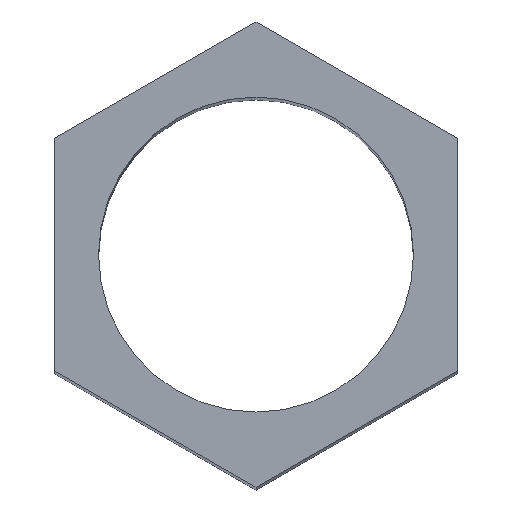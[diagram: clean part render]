
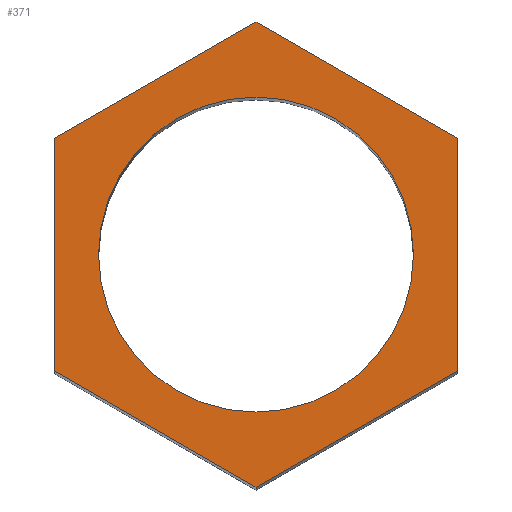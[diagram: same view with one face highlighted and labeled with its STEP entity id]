
A CAD part, top view. The second image highlights one B-rep face of the part: STEP entity #371.
In plain terms, the highlighted planar face has unit normal (0, 0, 1).
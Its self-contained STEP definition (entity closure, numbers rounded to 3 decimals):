
#12 = EDGE_LOOP ( 'NONE', ( #86, #185 ) ) ;
#13 = LINE ( 'NONE', #108, #31 ) ;
#14 = VECTOR ( 'NONE', #83, 1000. ) ;
#18 = LINE ( 'NONE', #198, #24 ) ;
#20 = DIRECTION ( 'NONE',  ( 1., 0., 0. ) ) ;
#21 = VERTEX_POINT ( 'NONE', #331 ) ;
#22 = CARTESIAN_POINT ( 'NONE',  ( 2.75, -1.588, 22. ) ) ;
#24 = VECTOR ( 'NONE', #304, 1000. ) ;
#31 = VECTOR ( 'NONE', #226, 1000. ) ;
#34 = ORIENTED_EDGE ( 'NONE', *, *, #143, .T. ) ;
#52 = ORIENTED_EDGE ( 'NONE', *, *, #103, .T. ) ;
#60 = DIRECTION ( 'NONE',  ( 1., 0., 0. ) ) ;
#65 = ORIENTED_EDGE ( 'NONE', *, *, #91, .T. ) ;
#72 = DIRECTION ( 'NONE',  ( 0., -1., 0. ) ) ;
#73 = CARTESIAN_POINT ( 'NONE',  ( 0., 3.175, 22. ) ) ;
#79 = LINE ( 'NONE', #223, #287 ) ;
#80 = CARTESIAN_POINT ( 'NONE',  ( 2.75, -1.588, 22. ) ) ;
#83 = DIRECTION ( 'NONE',  ( 0., 1., 0. ) ) ;
#86 = ORIENTED_EDGE ( 'NONE', *, *, #146, .F. ) ;
#87 = AXIS2_PLACEMENT_3D ( 'NONE', #102, #138, #256 ) ;
#91 = EDGE_CURVE ( 'NONE', #367, #302, #13, .T. ) ;
#99 = VERTEX_POINT ( 'NONE', #288 ) ;
#102 = CARTESIAN_POINT ( 'NONE',  ( 0., 0., 22. ) ) ;
#103 = EDGE_CURVE ( 'NONE', #302, #358, #333, .T. ) ;
#108 = CARTESIAN_POINT ( 'NONE',  ( -2.75, -1.588, 22. ) ) ;
#112 = EDGE_LOOP ( 'NONE', ( #34, #210, #249, #65, #52, #194 ) ) ;
#114 = CARTESIAN_POINT ( 'NONE',  ( 0., 0., 22. ) ) ;
#134 = EDGE_CURVE ( 'NONE', #21, #367, #79, .T. ) ;
#135 = LINE ( 'NONE', #73, #261 ) ;
#138 = DIRECTION ( 'NONE',  ( 0., 0., 1. ) ) ;
#140 = VERTEX_POINT ( 'NONE', #192 ) ;
#143 = EDGE_CURVE ( 'NONE', #99, #140, #18, .T. ) ;
#146 = EDGE_CURVE ( 'NONE', #187, #160, #292, .T. ) ;
#158 = AXIS2_PLACEMENT_3D ( 'NONE', #114, #234, #60 ) ;
#160 = VERTEX_POINT ( 'NONE', #168 ) ;
#168 = CARTESIAN_POINT ( 'NONE',  ( 2.15, 0., 22. ) ) ;
#181 = CARTESIAN_POINT ( 'NONE',  ( 0., 0., 22. ) ) ;
#185 = ORIENTED_EDGE ( 'NONE', *, *, #296, .F. ) ;
#187 = VERTEX_POINT ( 'NONE', #224 ) ;
#192 = CARTESIAN_POINT ( 'NONE',  ( 0., 3.175, 22. ) ) ;
#194 = ORIENTED_EDGE ( 'NONE', *, *, #231, .T. ) ;
#198 = CARTESIAN_POINT ( 'NONE',  ( 2.75, 1.588, 22. ) ) ;
#200 = FACE_BOUND ( 'NONE', #12, .T. ) ;
#203 = PLANE ( 'NONE',  #158 ) ;
#209 = AXIS2_PLACEMENT_3D ( 'NONE', #181, #238, #20 ) ;
#210 = ORIENTED_EDGE ( 'NONE', *, *, #213, .T. ) ;
#213 = EDGE_CURVE ( 'NONE', #140, #21, #135, .T. ) ;
#223 = CARTESIAN_POINT ( 'NONE',  ( -2.75, 1.588, 22. ) ) ;
#224 = CARTESIAN_POINT ( 'NONE',  ( -2.15, 0., 22. ) ) ;
#226 = DIRECTION ( 'NONE',  ( 0.866, -0.5, 0. ) ) ;
#231 = EDGE_CURVE ( 'NONE', #358, #99, #336, .T. ) ;
#232 = CARTESIAN_POINT ( 'NONE',  ( -2.75, -1.588, 22. ) ) ;
#234 = DIRECTION ( 'NONE',  ( 0., 0., 1. ) ) ;
#236 = CARTESIAN_POINT ( 'NONE',  ( 0., -3.175, 22. ) ) ;
#238 = DIRECTION ( 'NONE',  ( 0., 0., 1. ) ) ;
#249 = ORIENTED_EDGE ( 'NONE', *, *, #134, .T. ) ;
#256 = DIRECTION ( 'NONE',  ( 1., 0., 0. ) ) ;
#261 = VECTOR ( 'NONE', #282, 1000. ) ;
#282 = DIRECTION ( 'NONE',  ( -0.866, -0.5, 0. ) ) ;
#283 = CARTESIAN_POINT ( 'NONE',  ( 0., -3.175, 22. ) ) ;
#287 = VECTOR ( 'NONE', #72, 1000. ) ;
#288 = CARTESIAN_POINT ( 'NONE',  ( 2.75, 1.588, 22. ) ) ;
#292 = CIRCLE ( 'NONE', #87, 2.15 ) ;
#296 = EDGE_CURVE ( 'NONE', #160, #187, #344, .T. ) ;
#302 = VERTEX_POINT ( 'NONE', #236 ) ;
#304 = DIRECTION ( 'NONE',  ( -0.866, 0.5, 0. ) ) ;
#313 = VECTOR ( 'NONE', #342, 1000. ) ;
#331 = CARTESIAN_POINT ( 'NONE',  ( -2.75, 1.588, 22. ) ) ;
#333 = LINE ( 'NONE', #283, #313 ) ;
#336 = LINE ( 'NONE', #22, #14 ) ;
#342 = DIRECTION ( 'NONE',  ( 0.866, 0.5, 0. ) ) ;
#344 = CIRCLE ( 'NONE', #209, 2.15 ) ;
#358 = VERTEX_POINT ( 'NONE', #80 ) ;
#367 = VERTEX_POINT ( 'NONE', #232 ) ;
#371 = ADVANCED_FACE ( 'NONE', ( #373, #200 ), #203, .T. ) ;
#373 = FACE_OUTER_BOUND ( 'NONE', #112, .T. ) ;
